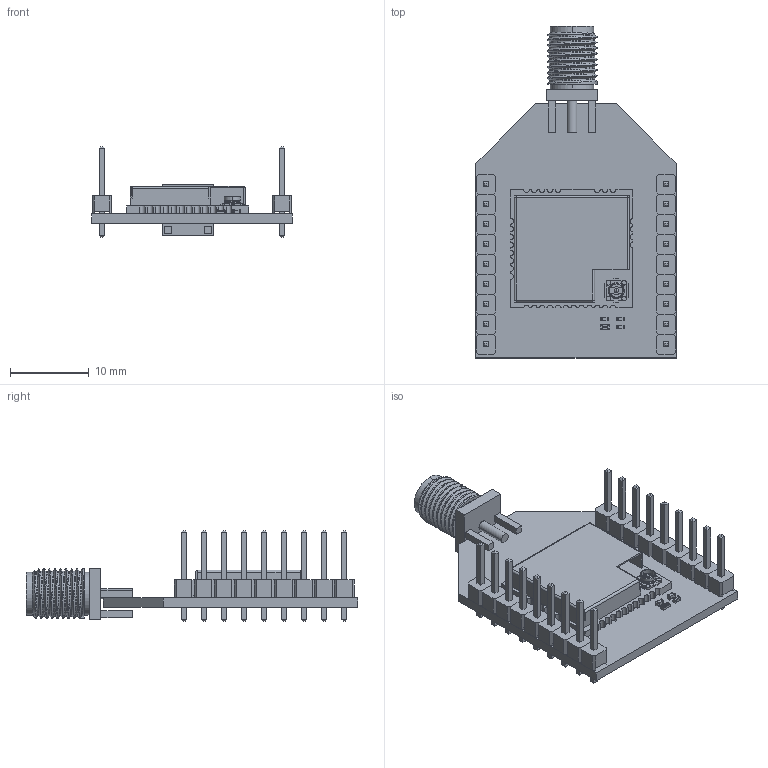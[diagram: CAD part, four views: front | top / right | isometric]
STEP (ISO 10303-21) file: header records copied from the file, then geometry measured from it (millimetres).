
FILE_DESCRIPTION(('Open CASCADE Model'),'2;1');
FILE_NAME('Open CASCADE Shape Model','2021-06-21T11:01:08',('Author'),( 'Open CASCADE'),'Open CASCADE STEP processor 6.8','Open CASCADE 6.8' ,'Unknown');
FILE_SCHEMA(('AUTOMOTIVE_DESIGN { 1 0 10303 214 1 1 1 1 }'));
Length unit declared in the file: millimetre
Products named in the file (20): PCB; Board; Open CASCADE STEP translator 6.8 2.1.1; J3; sma-ke; C3; C0402; C1; C2; R1; RES_1005-0402; J5; User_Library-Header_Male_4Pin; PinArray; BodyArray; J4; U1; pwb_rak3172_asm; PWB_RAK3172; IPEX-FEMALE
Assembly tree (26 placements, depth 4):
  PCB
    Board
      Open CASCADE STEP translator 6.8 2.1.1
    J3
      sma-ke
    C3
      C0402
    C1
      C0402
    C2
      C0402
    R1
      RES_1005-0402
    J5
      User_Library-Header_Male_4Pin  x3
        PinArray
        BodyArray
    J4
      User_Library-Header_Male_4Pin  x3
        PinArray
        BodyArray
    U1
      pwb_rak3172_asm
        PWB_RAK3172
        IPEX-FEMALE
Bounding box: 25.4 x 42.12 x 11.54 mm (x, y, z)
Volume: 1859.4 mm3; surface area: 4913.9 mm2
Topology: 59 solids, 59 shells, 1354 faces, 3188 edges, 1935 vertices
Faces by surface type: plane 1017, cylinder 189, bspline 81, sphere 56, cone 9, torus 2
Full cylindrical faces by diameter (mm): 1.171 x18
Entity records: 24654 total; most frequent: CARTESIAN_POINT 8725, ORIENTED_EDGE 2816, DIRECTION 2654, EDGE_CURVE 1408, LINE 1010, VECTOR 1010, VERTEX_POINT 891, AXIS2_PLACEMENT_3D 822
